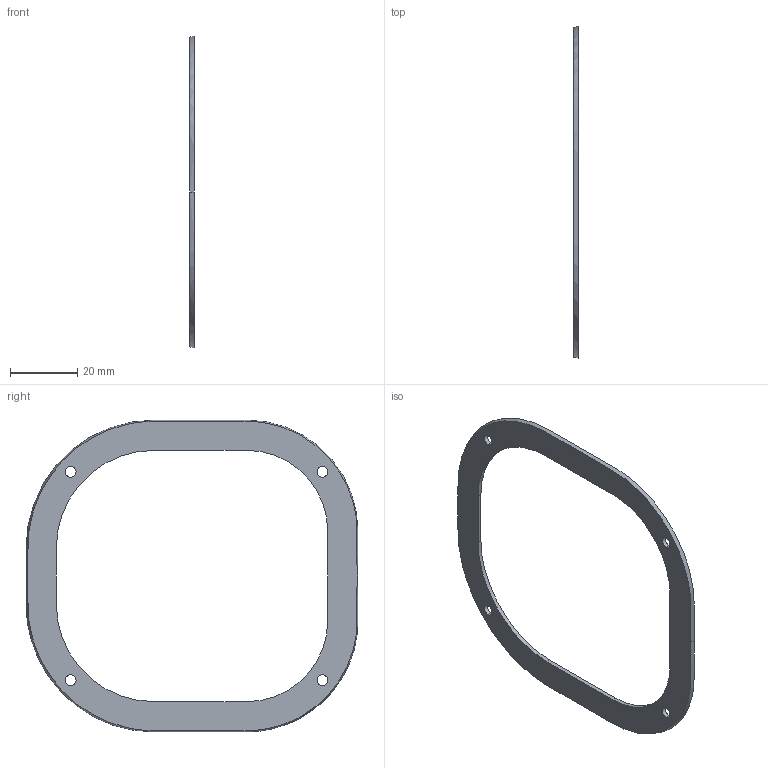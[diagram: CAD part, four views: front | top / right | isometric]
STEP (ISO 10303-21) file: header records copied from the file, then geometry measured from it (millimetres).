
FILE_DESCRIPTION (( 'STEP AP214' ), '1' );
FILE_NAME ('FRONT REINFORCEMENT.STEP', '2024-10-21T17:39:01', ( '' ), ( '' ), 'SwSTEP 2.0', 'SolidWorks 2023', '' );
FILE_SCHEMA (( 'AUTOMOTIVE_DESIGN' ));
Length unit declared in the file: millimetre
Products named in the file (1): FRONT REINFORCEMENT
Bounding box: 1.2 x 98.81 x 92.8 mm (x, y, z)
Volume: 3070 mm3; surface area: 5879.8 mm2
Topology: 1 solids, 1 shells, 20 faces, 62 edges, 44 vertices
Faces by surface type: cylinder 12, plane 6, bspline 2
Entity records: 1914 total; most frequent: CARTESIAN_POINT 1306, ORIENTED_EDGE 124, DIRECTION 117, EDGE_CURVE 62, AXIS2_PLACEMENT_3D 45, VERTEX_POINT 44, EDGE_LOOP 30, LINE 27
